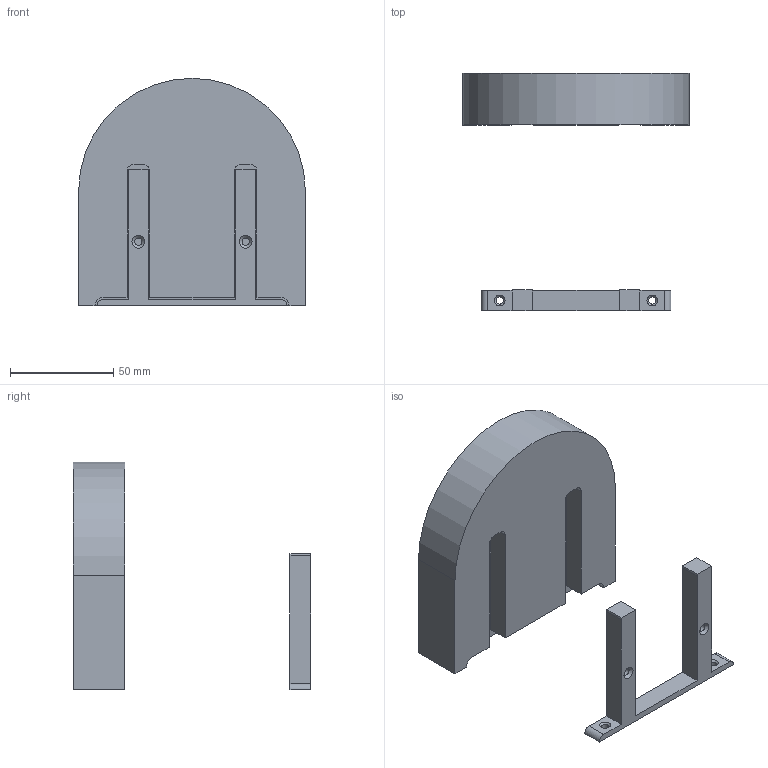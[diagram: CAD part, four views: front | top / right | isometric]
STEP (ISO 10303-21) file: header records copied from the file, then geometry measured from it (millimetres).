
FILE_DESCRIPTION(/* description */ (''),/* implementation_level */ '2;1');
FILE_NAME(/* name */ 'Fusion360_3D.step',/* time_stamp */ '2022-02-13T18:53:03+01:00',/* author */ (''),/* organization */ (''),/* preprocessor_version */ 'ST-DEVELOPER v18.1',/* originating_system */ 'Autodesk Translation Framework v10.13.0.1454',/* authorisation */ '');
FILE_SCHEMA (('AUTOMOTIVE_DESIGN { 1 0 10303 214 3 1 1 }'));
Length unit declared in the file: millimetre
Products named in the file (1): Cactus style
Bounding box: 110 x 115 x 110.21 mm (x, y, z)
Volume: 252799.4 mm3; surface area: 42438.6 mm2
Topology: 2 solids, 2 shells, 50 faces, 131 edges, 86 vertices
Faces by surface type: plane 28, cylinder 18, cone 4
Full cylindrical faces by diameter (mm): 3.5 x4, 80 x1
Entity records: 1598 total; most frequent: DIRECTION 273, CARTESIAN_POINT 268, ORIENTED_EDGE 262, EDGE_CURVE 131, LINE 91, VECTOR 91, AXIS2_PLACEMENT_3D 91, VERTEX_POINT 86
